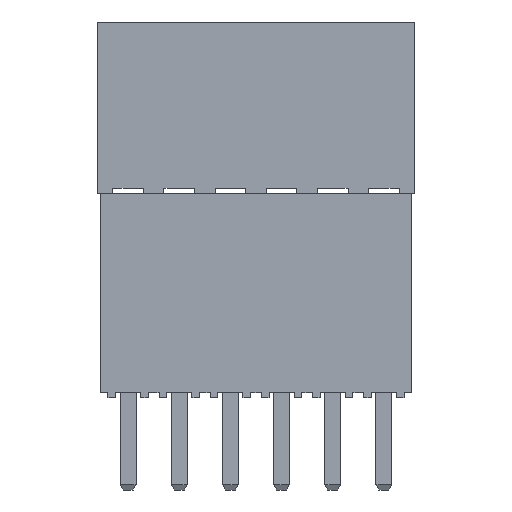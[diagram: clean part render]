
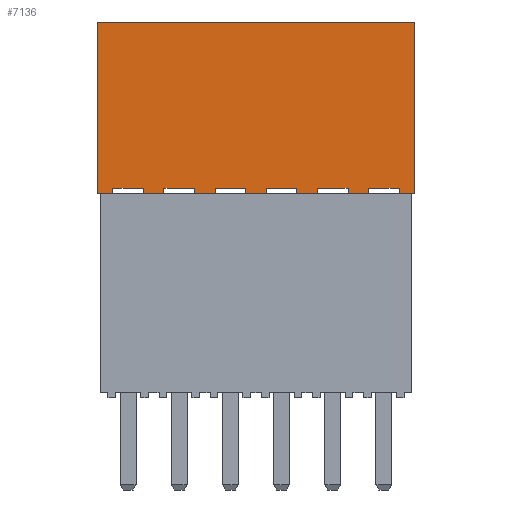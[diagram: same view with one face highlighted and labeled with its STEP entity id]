
A CAD part, front view. The second image highlights one B-rep face of the part: STEP entity #7136.
In plain terms, the highlighted planar face has unit normal (0, -1, 0).
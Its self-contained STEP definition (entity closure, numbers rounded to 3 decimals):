
#198=FACE_OUTER_BOUND($,#616,.T.);
#616=EDGE_LOOP($,(#5264,#5265,#5266,#5267,#5268,#5269,#5270,#5271,#5272,
#5273,#5274,#5275,#5276,#5277,#5278,#5279,#5280,#5281,#5282,#5283,#5284,
#5285,#5286,#5287,#5288,#5289,#5290,#5291));
#1133=LINE($,#10169,#2141);
#1137=LINE($,#10178,#2145);
#1141=LINE($,#10187,#2149);
#1150=LINE($,#10205,#2158);
#1152=LINE($,#10210,#2160);
#1191=LINE($,#10289,#2199);
#1216=LINE($,#10333,#2224);
#1219=LINE($,#10337,#2227);
#1222=LINE($,#10343,#2230);
#1226=LINE($,#10351,#2234);
#1230=LINE($,#10359,#2238);
#1234=LINE($,#10366,#2242);
#1244=LINE($,#10387,#2252);
#1304=LINE($,#10504,#2312);
#1305=LINE($,#10507,#2313);
#1306=LINE($,#10508,#2314);
#1307=LINE($,#10510,#2315);
#1308=LINE($,#10512,#2316);
#1309=LINE($,#10513,#2317);
#1310=LINE($,#10515,#2318);
#1311=LINE($,#10517,#2319);
#1312=LINE($,#10518,#2320);
#1313=LINE($,#10520,#2321);
#1314=LINE($,#10522,#2322);
#1315=LINE($,#10523,#2323);
#1316=LINE($,#10525,#2324);
#1317=LINE($,#10526,#2325);
#1318=LINE($,#10527,#2326);
#2141=VECTOR($,#8322,0.254);
#2145=VECTOR($,#8328,0.254);
#2149=VECTOR($,#8334,0.254);
#2158=VECTOR($,#8347,0.762);
#2160=VECTOR($,#8351,1.016);
#2199=VECTOR($,#8400,0.254);
#2224=VECTOR($,#8433,1.524);
#2227=VECTOR($,#8436,1.524);
#2230=VECTOR($,#8439,1.524);
#2234=VECTOR($,#8443,1.524);
#2238=VECTOR($,#8447,1.524);
#2242=VECTOR($,#8451,1.524);
#2252=VECTOR($,#8465,15.748);
#2312=VECTOR($,#8535,8.509);
#2313=VECTOR($,#8538,8.509);
#2314=VECTOR($,#8539,0.762);
#2315=VECTOR($,#8540,0.254);
#2316=VECTOR($,#8541,1.016);
#2317=VECTOR($,#8542,0.254);
#2318=VECTOR($,#8543,0.254);
#2319=VECTOR($,#8544,1.016);
#2320=VECTOR($,#8545,0.254);
#2321=VECTOR($,#8546,0.254);
#2322=VECTOR($,#8547,1.016);
#2323=VECTOR($,#8548,0.254);
#2324=VECTOR($,#8549,0.254);
#2325=VECTOR($,#8550,1.016);
#2326=VECTOR($,#8551,0.254);
#3052=VERTEX_POINT($,#10165);
#3054=VERTEX_POINT($,#10168);
#3056=VERTEX_POINT($,#10174);
#3058=VERTEX_POINT($,#10177);
#3060=VERTEX_POINT($,#10183);
#3062=VERTEX_POINT($,#10186);
#3069=VERTEX_POINT($,#10203);
#3070=VERTEX_POINT($,#10207);
#3104=VERTEX_POINT($,#10285);
#3106=VERTEX_POINT($,#10288);
#3121=VERTEX_POINT($,#10332);
#3124=VERTEX_POINT($,#10340);
#3125=VERTEX_POINT($,#10342);
#3128=VERTEX_POINT($,#10348);
#3129=VERTEX_POINT($,#10350);
#3132=VERTEX_POINT($,#10356);
#3133=VERTEX_POINT($,#10358);
#3136=VERTEX_POINT($,#10364);
#3144=VERTEX_POINT($,#10384);
#3145=VERTEX_POINT($,#10386);
#3198=VERTEX_POINT($,#10506);
#3199=VERTEX_POINT($,#10509);
#3200=VERTEX_POINT($,#10511);
#3201=VERTEX_POINT($,#10514);
#3202=VERTEX_POINT($,#10516);
#3203=VERTEX_POINT($,#10519);
#3204=VERTEX_POINT($,#10521);
#3205=VERTEX_POINT($,#10524);
#3805=EDGE_CURVE($,#3052,#3054,#1133,.T.);
#3809=EDGE_CURVE($,#3056,#3058,#1137,.T.);
#3813=EDGE_CURVE($,#3060,#3062,#1141,.T.);
#3822=EDGE_CURVE($,#3056,#3069,#1150,.T.);
#3824=EDGE_CURVE($,#3052,#3070,#1152,.T.);
#3863=EDGE_CURVE($,#3104,#3106,#1191,.T.);
#3888=EDGE_CURVE($,#3058,#3121,#1216,.T.);
#3891=EDGE_CURVE($,#3054,#3060,#1219,.T.);
#3894=EDGE_CURVE($,#3124,#3125,#1222,.T.);
#3898=EDGE_CURVE($,#3128,#3129,#1226,.T.);
#3902=EDGE_CURVE($,#3132,#3133,#1230,.T.);
#3906=EDGE_CURVE($,#3136,#3104,#1234,.T.);
#3916=EDGE_CURVE($,#3144,#3145,#1244,.T.);
#3976=EDGE_CURVE($,#3145,#3069,#1304,.T.);
#3977=EDGE_CURVE($,#3144,#3198,#1305,.T.);
#3978=EDGE_CURVE($,#3198,#3106,#1306,.T.);
#3979=EDGE_CURVE($,#3199,#3136,#1307,.T.);
#3980=EDGE_CURVE($,#3199,#3200,#1308,.T.);
#3981=EDGE_CURVE($,#3133,#3200,#1309,.T.);
#3982=EDGE_CURVE($,#3201,#3132,#1310,.T.);
#3983=EDGE_CURVE($,#3201,#3202,#1311,.T.);
#3984=EDGE_CURVE($,#3129,#3202,#1312,.T.);
#3985=EDGE_CURVE($,#3203,#3128,#1313,.T.);
#3986=EDGE_CURVE($,#3203,#3204,#1314,.T.);
#3987=EDGE_CURVE($,#3125,#3204,#1315,.T.);
#3988=EDGE_CURVE($,#3205,#3124,#1316,.T.);
#3989=EDGE_CURVE($,#3205,#3062,#1317,.T.);
#3990=EDGE_CURVE($,#3121,#3070,#1318,.T.);
#5264=ORIENTED_EDGE($,*,*,#3809,.F.);
#5265=ORIENTED_EDGE($,*,*,#3822,.T.);
#5266=ORIENTED_EDGE($,*,*,#3976,.F.);
#5267=ORIENTED_EDGE($,*,*,#3916,.F.);
#5268=ORIENTED_EDGE($,*,*,#3977,.T.);
#5269=ORIENTED_EDGE($,*,*,#3978,.T.);
#5270=ORIENTED_EDGE($,*,*,#3863,.F.);
#5271=ORIENTED_EDGE($,*,*,#3906,.F.);
#5272=ORIENTED_EDGE($,*,*,#3979,.F.);
#5273=ORIENTED_EDGE($,*,*,#3980,.T.);
#5274=ORIENTED_EDGE($,*,*,#3981,.F.);
#5275=ORIENTED_EDGE($,*,*,#3902,.F.);
#5276=ORIENTED_EDGE($,*,*,#3982,.F.);
#5277=ORIENTED_EDGE($,*,*,#3983,.T.);
#5278=ORIENTED_EDGE($,*,*,#3984,.F.);
#5279=ORIENTED_EDGE($,*,*,#3898,.F.);
#5280=ORIENTED_EDGE($,*,*,#3985,.F.);
#5281=ORIENTED_EDGE($,*,*,#3986,.T.);
#5282=ORIENTED_EDGE($,*,*,#3987,.F.);
#5283=ORIENTED_EDGE($,*,*,#3894,.F.);
#5284=ORIENTED_EDGE($,*,*,#3988,.F.);
#5285=ORIENTED_EDGE($,*,*,#3989,.T.);
#5286=ORIENTED_EDGE($,*,*,#3813,.F.);
#5287=ORIENTED_EDGE($,*,*,#3891,.F.);
#5288=ORIENTED_EDGE($,*,*,#3805,.F.);
#5289=ORIENTED_EDGE($,*,*,#3824,.T.);
#5290=ORIENTED_EDGE($,*,*,#3990,.F.);
#5291=ORIENTED_EDGE($,*,*,#3888,.F.);
#6730=PLANE($,#7573);
#7136=ADVANCED_FACE($,(#198),#6730,.F.);
#7573=AXIS2_PLACEMENT_3D($,#10505,#8536,#8537);
#8322=DIRECTION($,(0.,0.,1.));
#8328=DIRECTION($,(0.,0.,1.));
#8334=DIRECTION($,(0.,0.,-1.));
#8347=DIRECTION($,(1.,0.,0.));
#8351=DIRECTION($,(1.,0.,0.));
#8400=DIRECTION($,(0.,0.,-1.));
#8433=DIRECTION($,(-1.,0.,0.));
#8436=DIRECTION($,(-1.,0.,0.));
#8439=DIRECTION($,(-1.,0.,0.));
#8443=DIRECTION($,(-1.,0.,0.));
#8447=DIRECTION($,(-1.,0.,0.));
#8451=DIRECTION($,(-1.,0.,0.));
#8465=DIRECTION($,(1.,0.,0.));
#8535=DIRECTION($,(0.,0.,-1.));
#8536=DIRECTION('center_axis',(0.,1.,0.));
#8537=DIRECTION('ref_axis',(-1.,0.,0.));
#8538=DIRECTION($,(0.,0.,-1.));
#8539=DIRECTION($,(1.,0.,0.));
#8540=DIRECTION($,(0.,0.,1.));
#8541=DIRECTION($,(1.,0.,0.));
#8542=DIRECTION($,(0.,0.,-1.));
#8543=DIRECTION($,(0.,0.,1.));
#8544=DIRECTION($,(1.,0.,0.));
#8545=DIRECTION($,(0.,0.,-1.));
#8546=DIRECTION($,(0.,0.,1.));
#8547=DIRECTION($,(1.,0.,0.));
#8548=DIRECTION($,(0.,0.,-1.));
#8549=DIRECTION($,(0.,0.,1.));
#8550=DIRECTION($,(1.,0.,0.));
#8551=DIRECTION($,(0.,0.,-1.));
#10165=CARTESIAN_POINT('',(4.572,-2.476,10.16));
#10168=CARTESIAN_POINT('',(4.572,-2.476,10.414));
#10169=CARTESIAN_POINT($,(4.572,-2.476,10.16));
#10174=CARTESIAN_POINT('',(7.112,-2.476,10.16));
#10177=CARTESIAN_POINT('',(7.112,-2.476,10.414));
#10178=CARTESIAN_POINT($,(7.112,-2.476,10.16));
#10183=CARTESIAN_POINT('',(3.048,-2.476,10.414));
#10186=CARTESIAN_POINT('',(3.048,-2.476,10.16));
#10187=CARTESIAN_POINT($,(3.048,-2.476,10.414));
#10203=CARTESIAN_POINT('',(7.874,-2.476,10.16));
#10205=CARTESIAN_POINT($,(-7.874,-2.476,10.16));
#10207=CARTESIAN_POINT('',(5.588,-2.476,10.16));
#10210=CARTESIAN_POINT($,(-7.874,-2.476,10.16));
#10285=CARTESIAN_POINT('',(-7.112,-2.476,10.414));
#10288=CARTESIAN_POINT('',(-7.112,-2.476,10.16));
#10289=CARTESIAN_POINT($,(-7.112,-2.476,10.414));
#10332=CARTESIAN_POINT('',(5.588,-2.476,10.414));
#10333=CARTESIAN_POINT($,(7.112,-2.476,10.414));
#10337=CARTESIAN_POINT($,(4.572,-2.476,10.414));
#10340=CARTESIAN_POINT('',(2.032,-2.476,10.414));
#10342=CARTESIAN_POINT('',(0.508,-2.476,10.414));
#10343=CARTESIAN_POINT($,(2.032,-2.476,10.414));
#10348=CARTESIAN_POINT('',(-0.508,-2.476,10.414));
#10350=CARTESIAN_POINT('',(-2.032,-2.476,10.414));
#10351=CARTESIAN_POINT($,(-0.508,-2.476,10.414));
#10356=CARTESIAN_POINT('',(-3.048,-2.476,10.414));
#10358=CARTESIAN_POINT('',(-4.572,-2.476,10.414));
#10359=CARTESIAN_POINT($,(-3.048,-2.476,10.414));
#10364=CARTESIAN_POINT('',(-5.588,-2.476,10.414));
#10366=CARTESIAN_POINT($,(-5.588,-2.476,10.414));
#10384=CARTESIAN_POINT('',(-7.874,-2.476,18.669));
#10386=CARTESIAN_POINT('',(7.874,-2.476,18.669));
#10387=CARTESIAN_POINT($,(-7.874,-2.476,18.669));
#10504=CARTESIAN_POINT($,(7.874,-2.476,18.669));
#10505=CARTESIAN_POINT('Origin',(-7.874,-2.476,18.669));
#10506=CARTESIAN_POINT('',(-7.874,-2.476,10.16));
#10507=CARTESIAN_POINT($,(-7.874,-2.476,18.669));
#10508=CARTESIAN_POINT($,(-7.874,-2.476,10.16));
#10509=CARTESIAN_POINT('',(-5.588,-2.476,10.16));
#10510=CARTESIAN_POINT($,(-5.588,-2.476,10.16));
#10511=CARTESIAN_POINT('',(-4.572,-2.476,10.16));
#10512=CARTESIAN_POINT($,(-7.874,-2.476,10.16));
#10513=CARTESIAN_POINT($,(-4.572,-2.476,10.414));
#10514=CARTESIAN_POINT('',(-3.048,-2.476,10.16));
#10515=CARTESIAN_POINT($,(-3.048,-2.476,10.16));
#10516=CARTESIAN_POINT('',(-2.032,-2.476,10.16));
#10517=CARTESIAN_POINT($,(-7.874,-2.476,10.16));
#10518=CARTESIAN_POINT($,(-2.032,-2.476,10.414));
#10519=CARTESIAN_POINT('',(-0.508,-2.476,10.16));
#10520=CARTESIAN_POINT($,(-0.508,-2.476,10.16));
#10521=CARTESIAN_POINT('',(0.508,-2.476,10.16));
#10522=CARTESIAN_POINT($,(-7.874,-2.476,10.16));
#10523=CARTESIAN_POINT($,(0.508,-2.476,10.414));
#10524=CARTESIAN_POINT('',(2.032,-2.476,10.16));
#10525=CARTESIAN_POINT($,(2.032,-2.476,10.16));
#10526=CARTESIAN_POINT($,(-7.874,-2.476,10.16));
#10527=CARTESIAN_POINT($,(5.588,-2.476,10.414));
